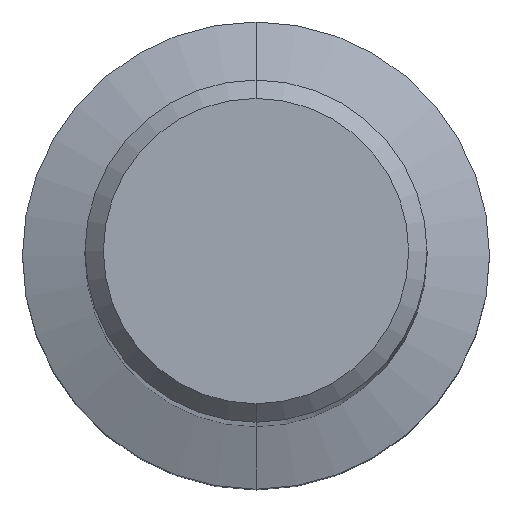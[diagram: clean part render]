
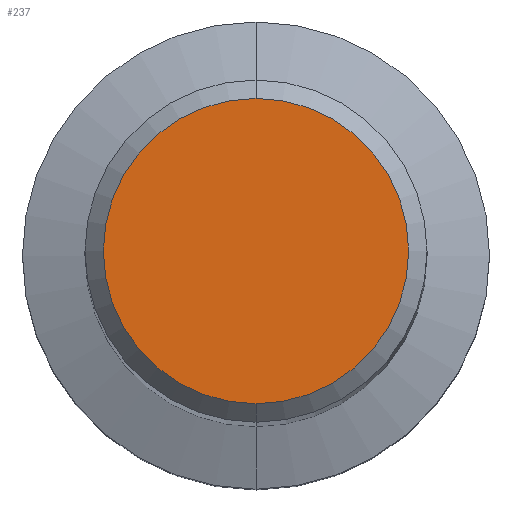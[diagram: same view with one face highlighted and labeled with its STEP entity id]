
A CAD part, top view. The second image highlights one B-rep face of the part: STEP entity #237.
In plain terms, the highlighted planar face has unit normal (0, 0, 1).
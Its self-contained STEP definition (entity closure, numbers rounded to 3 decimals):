
#149=VERTEX_POINT('',#349);
#151=EDGE_CURVE('',#149,#195,#351,.T.);
#195=VERTEX_POINT('',#399);
#199=EDGE_CURVE('',#195,#149,#404,.T.);
#237=ADVANCED_FACE('',(#449),#450,.T.);
#349=CARTESIAN_POINT('',(0.0,4.15,0.0));
#351=CIRCLE('',#574,4.15);
#399=CARTESIAN_POINT('',(0.,-4.15,0.0));
#404=CIRCLE('',#643,4.15);
#449=FACE_OUTER_BOUND('',#702,.T.);
#450=PLANE('',#703);
#574=AXIS2_PLACEMENT_3D('',#822,#823,#824);
#643=AXIS2_PLACEMENT_3D('',#887,#888,#889);
#702=EDGE_LOOP('',(#956,#957));
#703=AXIS2_PLACEMENT_3D('',#958,#959,#960);
#822=CARTESIAN_POINT('',(0.0,0.0,0.0));
#823=DIRECTION('',(0.0,0.0,-1.0));
#824=DIRECTION('',(0.0,1.0,0.0));
#887=CARTESIAN_POINT('',(0.0,0.0,0.0));
#888=DIRECTION('',(0.0,0.0,-1.0));
#889=DIRECTION('',(0.0,1.0,0.0));
#956=ORIENTED_EDGE('',*,*,#151,.F.);
#957=ORIENTED_EDGE('',*,*,#199,.F.);
#958=CARTESIAN_POINT('',(0.0,2.075,0.0));
#959=DIRECTION('',(-0.0,0.0,1.0));
#960=DIRECTION('',(0.0,-1.0,0.0));
